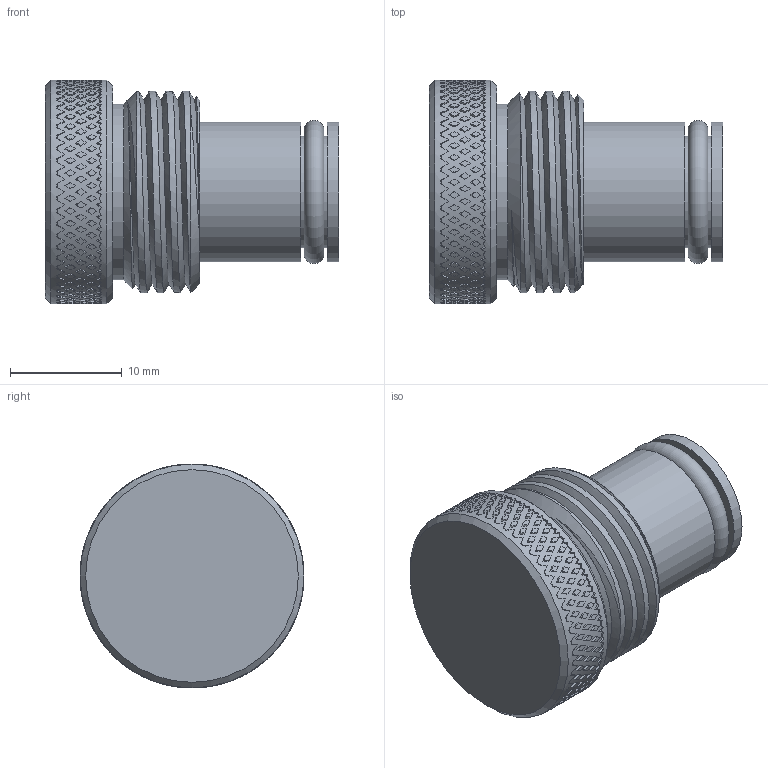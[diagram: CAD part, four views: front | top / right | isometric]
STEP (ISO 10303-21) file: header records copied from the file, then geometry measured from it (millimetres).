
FILE_DESCRIPTION(/* description */ (''),/* implementation_level */ '2;1');
FILE_NAME(/* name */ 'Single Fibre Male Pressure Cap.stp',/* time_stamp */ '2015-12-10T11:45:32+01:00',/* author */ ('sh'),/* organization */ (''),/* preprocessor_version */ 'ST-DEVELOPER v15.2',/* originating_system */ 'Autodesk Inventor 2014',/* authorisation */ '');
FILE_SCHEMA (('AUTOMOTIVE_DESIGN { 1 0 10303 214 3 1 1 }'));
Length unit declared in the file: millimetre
Products named in the file (1): Single Fibre Male Pressure Cap
Bounding box: 26.2 x 20 x 20 mm (x, y, z)
Volume: 4795.7 mm3; surface area: 2532.4 mm2
Topology: 1 solids, 1 shells, 1513 faces, 4012 edges, 2670 vertices
Faces by surface type: plane 1328, cylinder 176, cone 5, bspline 3, torus 1
Full cylindrical faces by diameter (mm): 7.5 x1, 10 x2, 12.5 x2, 15.7 x1, 19.7 x1, 20 x2
Entity records: 49138 total; most frequent: DIRECTION 9557, CARTESIAN_POINT 8985, ORIENTED_EDGE 7986, AXIS2_PLACEMENT_3D 4062, EDGE_CURVE 3993, VERTEX_POINT 2667, ELLIPSE 2530, EDGE_LOOP 1698
